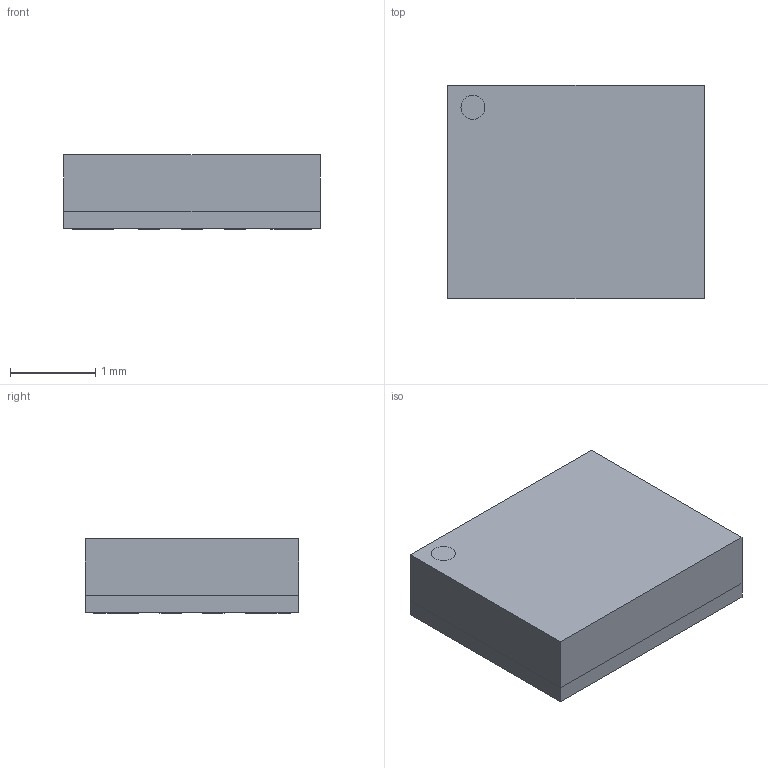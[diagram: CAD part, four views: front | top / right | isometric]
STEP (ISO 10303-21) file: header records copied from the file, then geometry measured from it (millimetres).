
FILE_DESCRIPTION (( 'STEP AP214' ), '1' );
FILE_NAME ('LGA-14_L3.0-W2.5-P0.50-BR.STEP', '2021-07-27T01:48:44', ( 'PC' ), ( 'Microsoft' ), 'SwSTEP 2.0', 'SolidWorks 2018', '' );
FILE_SCHEMA (( 'AUTOMOTIVE_DESIGN' ));
Length unit declared in the file: millimetre
Products named in the file (2): LGA-14_L3.0-W2.5-P0.50-BR
Bounding box: 3 x 2.5 x 0.87 mm (x, y, z)
Volume: 6.5 mm3; surface area: 39.7 mm2
Topology: 2 solids, 2 shells, 145 faces, 357 edges, 238 vertices
Faces by surface type: plane 129, bspline 14, cylinder 2
Entity records: 6548 total; most frequent: CARTESIAN_POINT 1540, ORIENTED_EDGE 714, DIRECTION 599, EDGE_CURVE 357, LINE 325, VECTOR 325, VERTEX_POINT 238, EDGE_LOOP 167
